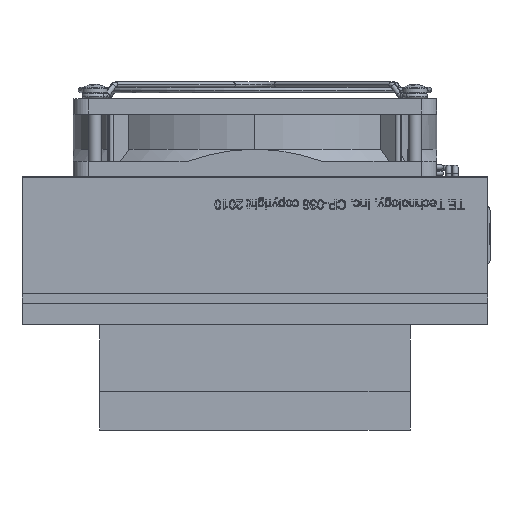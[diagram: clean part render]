
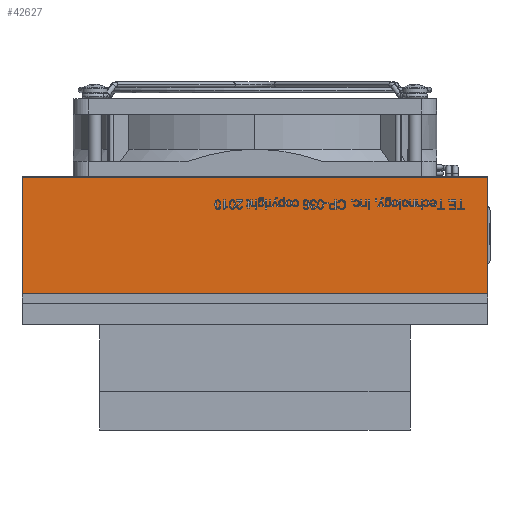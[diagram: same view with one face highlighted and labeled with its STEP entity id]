
A CAD part, front view. The second image highlights one B-rep face of the part: STEP entity #42627.
In plain terms, the highlighted face is planar.
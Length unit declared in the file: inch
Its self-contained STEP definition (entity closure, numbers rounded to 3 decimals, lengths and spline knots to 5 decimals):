
#4447=PLANE('',#45299);
#6757=VECTOR('',#51229,1.);
#6760=VECTOR('',#51233,1.);
#6761=VECTOR('',#51234,1.);
#6762=VECTOR('',#51235,1.);
#10189=LINE('',#66761,#6757);
#10192=LINE('',#66767,#6760);
#10193=LINE('',#66769,#6761);
#10194=LINE('',#66771,#6762);
#14164=VERTEX_POINT('',#66760);
#14165=VERTEX_POINT('',#66762);
#14167=VERTEX_POINT('',#66768);
#14168=VERTEX_POINT('',#66770);
#20557=EDGE_CURVE('',#14165,#14164,#10189,.T.);
#20560=EDGE_CURVE('',#14164,#14167,#10192,.T.);
#20561=EDGE_CURVE('',#14168,#14167,#10193,.T.);
#20562=EDGE_CURVE('',#14168,#14165,#10194,.T.);
#30117=ORIENTED_EDGE('',*,*,#20560,.T.);
#30118=ORIENTED_EDGE('',*,*,#20561,.F.);
#30119=ORIENTED_EDGE('',*,*,#20562,.T.);
#30120=ORIENTED_EDGE('',*,*,#20557,.T.);
#37471=EDGE_LOOP('',(#30117,#30118,#30119,#30120));
#40115=FACE_BOUND('',#37471,.T.);
#42627=ADVANCED_FACE('',(#40115),#4447,.T.);
#45299=AXIS2_PLACEMENT_3D('',#66766,#51232,$);
#51229=DIRECTION('',(0.,0.,1.));
#51232=DIRECTION('',(1.,0.,0.));
#51233=DIRECTION('',(0.,-1.,0.));
#51234=DIRECTION('',(0.,0.,1.));
#51235=DIRECTION('',(0.,1.,0.));
#66760=CARTESIAN_POINT('',(2.5,-0.40656,3.));
#66761=CARTESIAN_POINT('',(2.5,-0.40656,-3.));
#66762=CARTESIAN_POINT('',(2.5,-0.40656,-3.));
#66766=CARTESIAN_POINT('',(2.5,-1.15656,-3.));
#66767=CARTESIAN_POINT('',(2.5,-1.90656,3.));
#66768=CARTESIAN_POINT('',(2.5,-1.90656,3.));
#66769=CARTESIAN_POINT('',(2.5,-1.90656,-3.));
#66770=CARTESIAN_POINT('',(2.5,-1.90656,-3.));
#66771=CARTESIAN_POINT('',(2.5,-1.90656,-3.));
